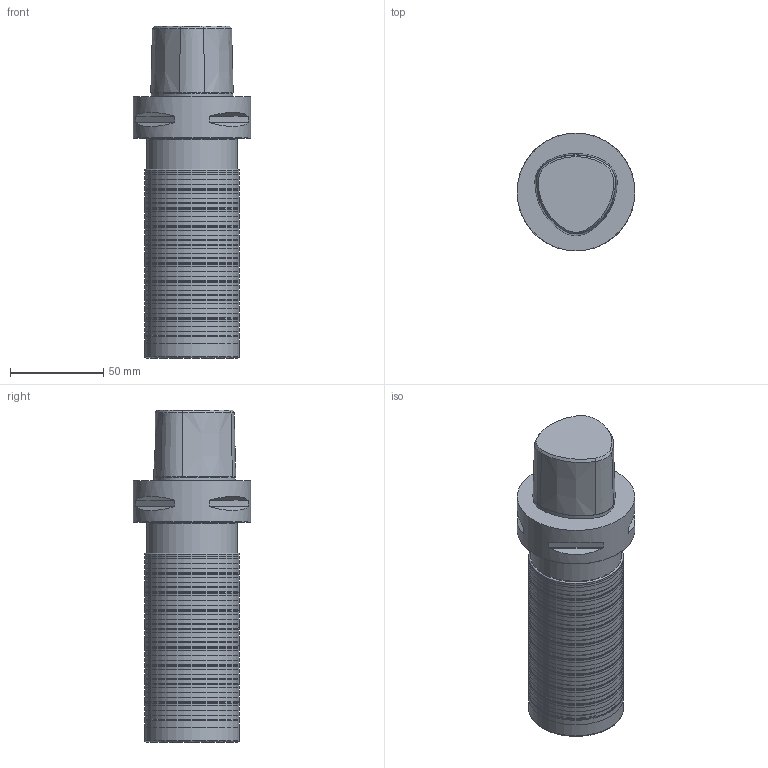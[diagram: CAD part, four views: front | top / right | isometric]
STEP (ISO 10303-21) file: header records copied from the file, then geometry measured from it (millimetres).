
FILE_DESCRIPTION(/* description */ (''),/* implementation_level */ '2;1');
FILE_NAME(/* name */ 'C6-R217.42-2.00-3.90-LNXO.5SA_Basic.stp',/* time_stamp */ '2024-02-19T09:03:49+06:00',/* author */ (''),/* organization */ (''),/* preprocessor_version */ 'ST-DEVELOPER v16.7',/* originating_system */ 'SIEMENS PLM Software NX 12.0',/* authorisation */ '');
FILE_SCHEMA (('AUTOMOTIVE_DESIGN { 1 0 10303 214 3 1 1 1 }'));
Length unit declared in the file: millimetre
Products named in the file (5): CUT2; CUT1; NOCUT; ASSEMBLY_CONSTRUCTION; C6-R217.42-2.00-3.90-LNXO.5SA_Basic
Assembly tree (12 placements, depth 2):
  C6-R217.42-2.00-3.90-LNXO.5SA_Basic
    ASSEMBLY_CONSTRUCTION
    NOCUT
    CUT1
    CUT2  x9
Bounding box: 63 x 63 x 177.7 mm (x, y, z)
Volume: 455805.9 mm3; surface area: 88781.8 mm2
Topology: 11 solids, 11 shells, 511 faces, 1109 edges, 688 vertices
Faces by surface type: revolution 395, cone 43, plane 34, cylinder 30, bspline 6, torus 3
Full cylindrical faces by diameter (mm): 11 x1, 17 x1, 19.2 x1, 19.986 x1, 20.006 x1, 48.6 x2, 63 x1
Entity records: 16784 total; most frequent: CARTESIAN_POINT 6731, DIRECTION 1823, ORIENTED_EDGE 1238, EDGE_LOOP 959, FACE_BOUND 892, AXIS2_PLACEMENT_3D 671, EDGE_CURVE 619, VERTEX_POINT 558
